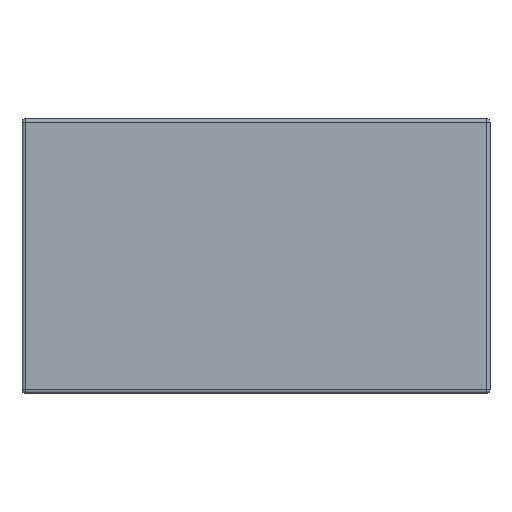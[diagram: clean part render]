
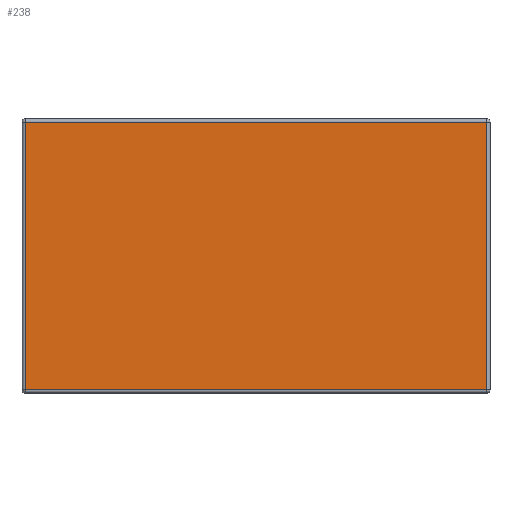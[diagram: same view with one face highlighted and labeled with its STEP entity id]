
A CAD part, front view. The second image highlights one B-rep face of the part: STEP entity #238.
In plain terms, the highlighted planar face has unit normal (0, -1, 0).
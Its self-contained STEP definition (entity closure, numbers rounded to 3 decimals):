
#13 = VERTEX_POINT ( 'NONE', #556 ) ;
#26 = DIRECTION ( 'NONE',  ( 0., 1., 0. ) ) ;
#52 = CARTESIAN_POINT ( 'NONE',  ( 0., 0., 0. ) ) ;
#69 = VECTOR ( 'NONE', #160, 1000. ) ;
#97 = FACE_OUTER_BOUND ( 'NONE', #478, .T. ) ;
#121 = VECTOR ( 'NONE', #141, 1000. ) ;
#141 = DIRECTION ( 'NONE',  ( 0., 0., -1. ) ) ;
#151 = CARTESIAN_POINT ( 'NONE',  ( 0., 0., 41.5 ) ) ;
#160 = DIRECTION ( 'NONE',  ( -1., 0., 0. ) ) ;
#173 = AXIS2_PLACEMENT_3D ( 'NONE', #52, #26, #391 ) ;
#181 = CARTESIAN_POINT ( 'NONE',  ( -71.5, 0., 41.5 ) ) ;
#201 = VERTEX_POINT ( 'NONE', #619 ) ;
#238 = ADVANCED_FACE ( 'NONE', ( #97 ), #311, .F. ) ;
#244 = VECTOR ( 'NONE', #260, 1000. ) ;
#249 = DIRECTION ( 'NONE',  ( 1., 0., 0. ) ) ;
#260 = DIRECTION ( 'NONE',  ( 0., 0., 1. ) ) ;
#273 = VERTEX_POINT ( 'NONE', #530 ) ;
#311 = PLANE ( 'NONE',  #173 ) ;
#326 = VERTEX_POINT ( 'NONE', #181 ) ;
#329 = ORIENTED_EDGE ( 'NONE', *, *, #477, .T. ) ;
#391 = DIRECTION ( 'NONE',  ( 0., 0., 1. ) ) ;
#393 = LINE ( 'NONE', #602, #121 ) ;
#405 = ORIENTED_EDGE ( 'NONE', *, *, #430, .T. ) ;
#410 = CARTESIAN_POINT ( 'NONE',  ( 71.5, 0., 0. ) ) ;
#430 = EDGE_CURVE ( 'NONE', #326, #201, #393, .T. ) ;
#454 = LINE ( 'NONE', #555, #459 ) ;
#459 = VECTOR ( 'NONE', #249, 1000. ) ;
#464 = LINE ( 'NONE', #410, #244 ) ;
#477 = EDGE_CURVE ( 'NONE', #201, #13, #454, .T. ) ;
#478 = EDGE_LOOP ( 'NONE', ( #592, #405, #329, #632 ) ) ;
#514 = EDGE_CURVE ( 'NONE', #13, #273, #464, .T. ) ;
#530 = CARTESIAN_POINT ( 'NONE',  ( 71.5, 0., 41.5 ) ) ;
#555 = CARTESIAN_POINT ( 'NONE',  ( 0., 0., -41.5 ) ) ;
#556 = CARTESIAN_POINT ( 'NONE',  ( 71.5, 0., -41.5 ) ) ;
#592 = ORIENTED_EDGE ( 'NONE', *, *, #623, .T. ) ;
#602 = CARTESIAN_POINT ( 'NONE',  ( -71.5, 0., 0. ) ) ;
#613 = LINE ( 'NONE', #151, #69 ) ;
#619 = CARTESIAN_POINT ( 'NONE',  ( -71.5, 0., -41.5 ) ) ;
#623 = EDGE_CURVE ( 'NONE', #273, #326, #613, .T. ) ;
#632 = ORIENTED_EDGE ( 'NONE', *, *, #514, .T. ) ;
